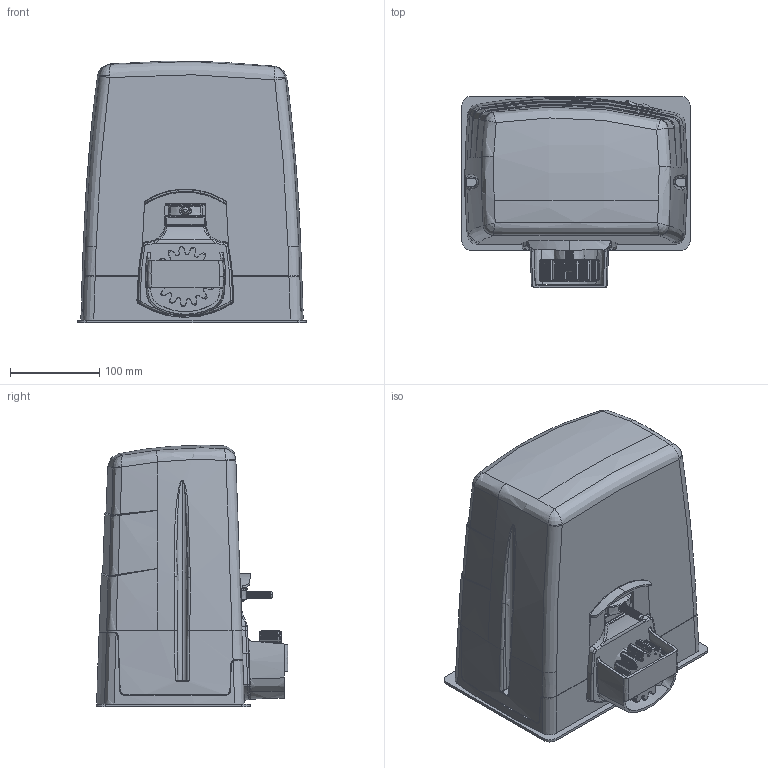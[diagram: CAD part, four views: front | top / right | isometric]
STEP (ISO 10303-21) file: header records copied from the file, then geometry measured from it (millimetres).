
FILE_DESCRIPTION (( 'STEP AP214' ), '1' );
FILE_NAME ('M30 - BM30.STEP', '2017-02-21T10:53:48', ( 'admin' ), ( 'Microsoft' ), 'SwSTEP 2.0', 'SolidWorks 2016', '' );
FILE_SCHEMA (( 'AUTOMOTIVE_DESIGN' ));
Length unit declared in the file: millimetre
Products named in the file (1): M30 - BM30
Bounding box: 256 x 215.28 x 293.38 mm (x, y, z)
Volume: 9750363.1 mm3; surface area: 580501.8 mm2
Topology: 12 solids, 14 shells, 1407 faces, 3940 edges, 2604 vertices
Faces by surface type: plane 476, cylinder 410, bspline 368, cone 144, torus 6, sphere 3
Entity records: 89674 total; most frequent: CARTESIAN_POINT 57492, ORIENTED_EDGE 7856, DIRECTION 4948, EDGE_CURVE 3928, VERTEX_POINT 2604, AXIS2_PLACEMENT_3D 1794, B_SPLINE_CURVE_WITH_KNOTS 1707, EDGE_LOOP 1466
